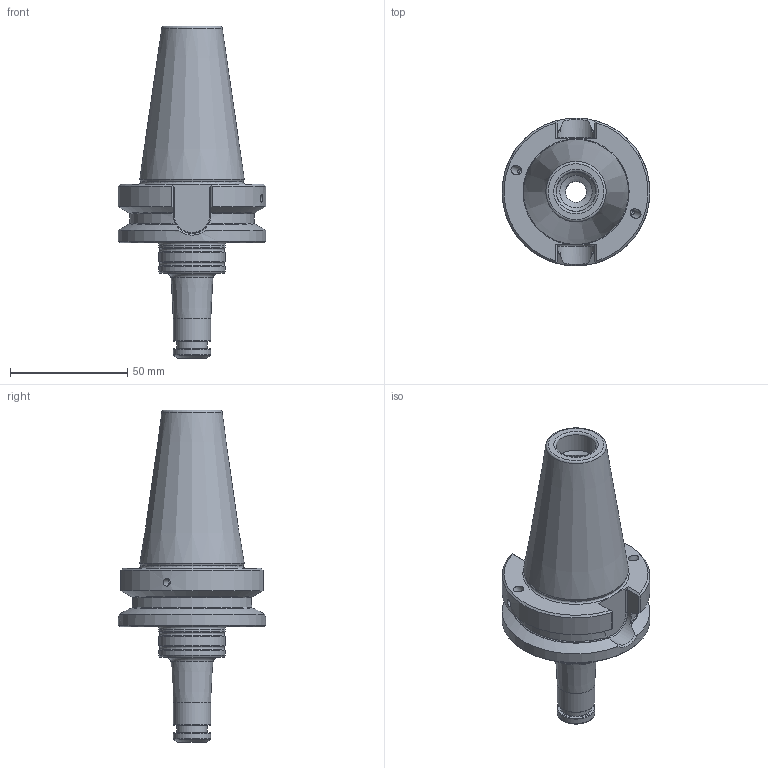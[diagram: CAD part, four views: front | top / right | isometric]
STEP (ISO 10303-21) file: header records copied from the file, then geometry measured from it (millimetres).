
FILE_DESCRIPTION(/* description */ (''),/* implementation_level */ '2;1');
FILE_NAME(/* name */ '414071043.stp',/* time_stamp */ '2021-01-08T12:33:23',/* author */ ('LRA'),/* organization */ ('REGO-FIX'),/* preprocessor_version */ ' Unknown',/* originating_system */ 'SIEMENS PLM Software Solid Edge ST10',/* authorization */ 'Unknown');
FILE_SCHEMA (('AUTOMOTIVE_DESIGN { 1 0 10303 214 2 1 1}'));
Length unit declared in the file: millimetre
Products named in the file (1): NOCUT
Bounding box: 63 x 63 x 141.4 mm (x, y, z)
Volume: 135644.9 mm3; surface area: 26894.7 mm2
Topology: 1 solids, 1 shells, 117 faces, 299 edges, 188 vertices
Faces by surface type: plane 41, cylinder 30, cone 26, torus 18, bspline 2
Full cylindrical faces by diameter (mm): 3.242 x4, 3.9 x2, 9 x1, 10 x1, 13 x1, 13.835 x1, 16 x2, 17 x1, 28.5 x4, 63 x1
Entity records: 4112 total; most frequent: CARTESIAN_POINT 847, DIRECTION 506, ORIENTED_EDGE 444, EDGE_CURVE 222, AXIS2_PLACEMENT_3D 221, FACE_BOUND 186, EDGE_LOOP 184, VERTEX_POINT 166
